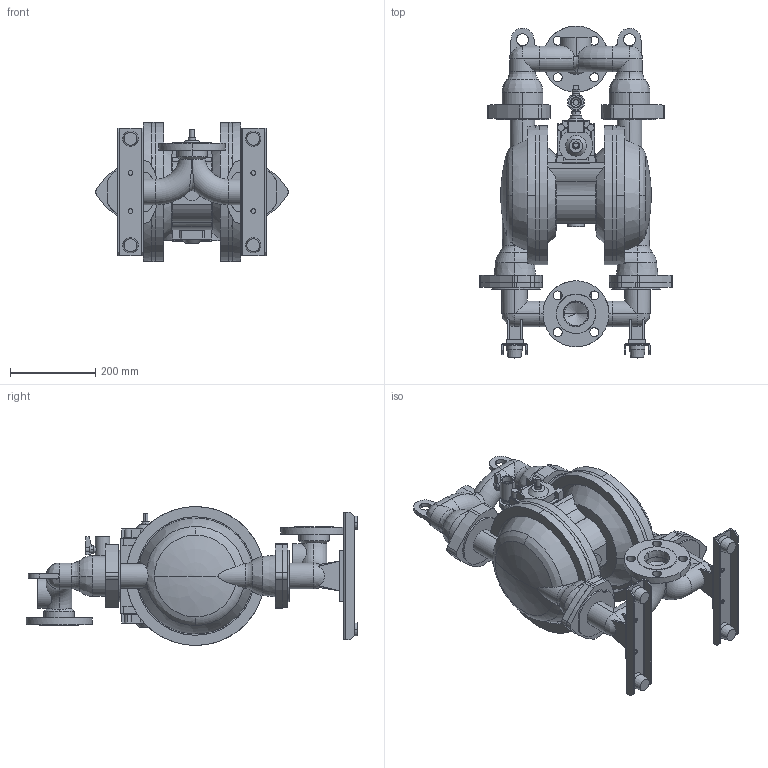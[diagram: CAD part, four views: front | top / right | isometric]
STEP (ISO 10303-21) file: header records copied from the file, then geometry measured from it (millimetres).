
FILE_DESCRIPTION (( 'STEP AP214' ), '1' );
FILE_NAME ('NDP-50BA_.STEP', '2009-03-04T06:45:16', ( ' ' ), ( ' ' ), 'SwSTEP 2.0', 'SolidWorks 2006303', '' );
FILE_SCHEMA (( 'AUTOMOTIVE_DESIGN' ));
Length unit declared in the file: millimetre
Products named in the file (1): NDP-50BA_
Bounding box: 451.5 x 778.7 x 326.26 mm (x, y, z)
Volume: 24361704.1 mm3; surface area: 1462301.5 mm2
Topology: 1 solids, 1 shells, 688 faces, 1876 edges, 1244 vertices
Faces by surface type: plane 298, cylinder 295, cone 44, bspline 32, torus 19
Entity records: 31525 total; most frequent: CARTESIAN_POINT 14505, ORIENTED_EDGE 3720, DIRECTION 3297, EDGE_CURVE 1860, VERTEX_POINT 1244, AXIS2_PLACEMENT_3D 1203, VECTOR 891, LINE 891
